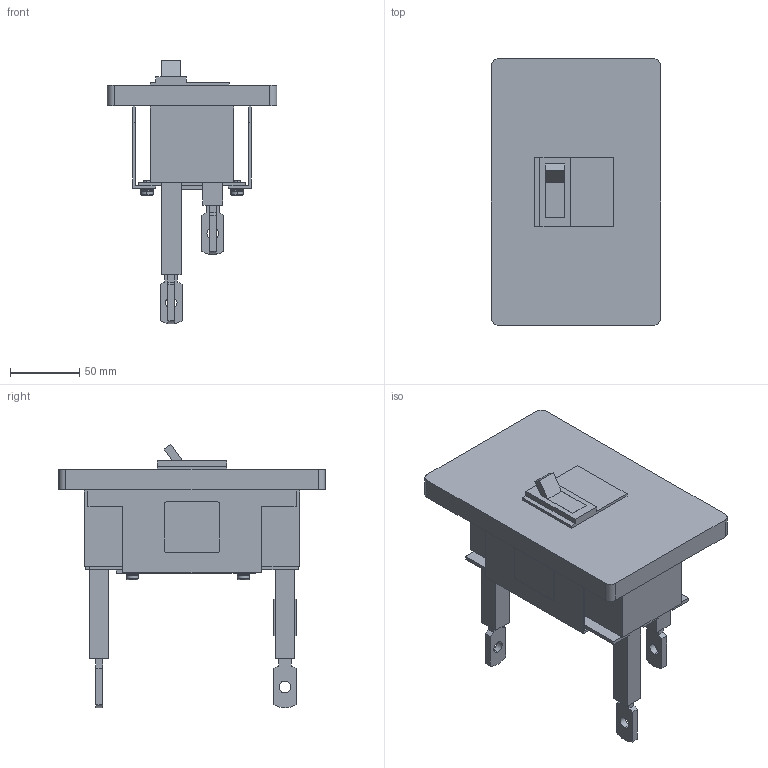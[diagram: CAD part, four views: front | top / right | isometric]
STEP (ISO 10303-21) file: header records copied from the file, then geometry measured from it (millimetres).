
FILE_DESCRIPTION(('CoCreate Modeling STEP Export'),'2;1');
FILE_NAME('Ｓ１００ＮＦ２Ｐ.stp','2016-03-31T14:29:09',(''),(''),'CoCreate Modeling STEP processor for AP214 (Solid Model)','CoCreate Modeling 17.0 01-Apr-2010 (C) Parametric Technology GmbH','');
FILE_SCHEMA(('AUTOMOTIVE_DESIGN { 1 0 10303 214 1 1 1 1 }'));
Length unit declared in the file: millimetre
Products named in the file (7): p2.1; p2.2; p3; p4; p1; p2; Ｓ１００ＮＦ２Ｐ
Assembly tree (12 placements, depth 2):
  Ｓ１００ＮＦ２Ｐ
    p3  x4
    p2
    p4  x4
    p1
    p2.2
    p2.1
Bounding box: 122 x 192 x 190 mm (x, y, z)
Volume: 974578.2 mm3; surface area: 156107.7 mm2
Topology: 12 solids, 12 shells, 290 faces, 690 edges, 446 vertices
Faces by surface type: plane 158, cylinder 100, torus 24, cone 8
Entity records: 6917 total; most frequent: ORIENTED_EDGE 1116, CARTESIAN_POINT 1072, DIRECTION 1004, EDGE_CURVE 558, VECTOR 404, LINE 404, VERTEX_POINT 368, AXIS2_PLACEMENT_3D 300
